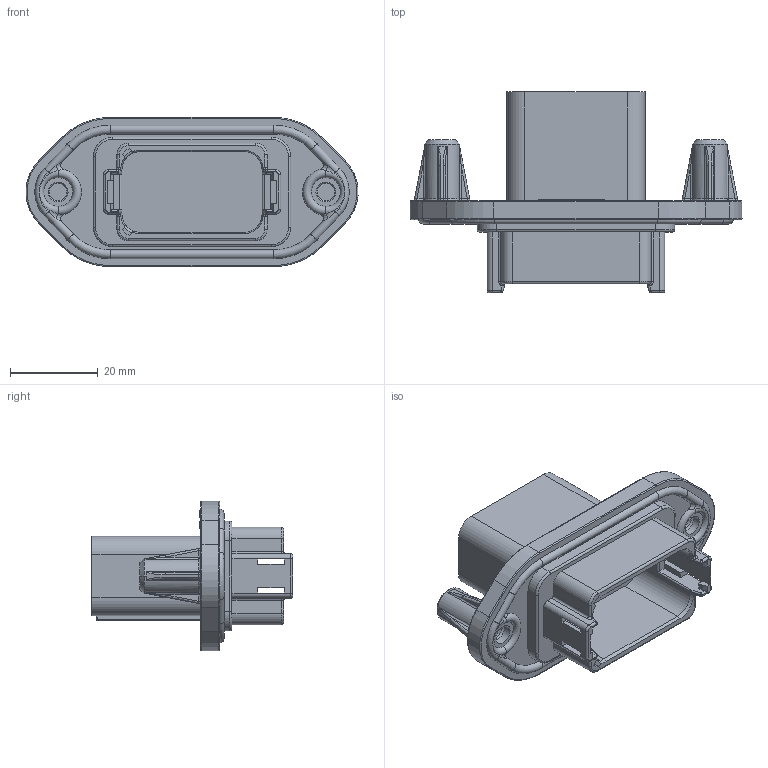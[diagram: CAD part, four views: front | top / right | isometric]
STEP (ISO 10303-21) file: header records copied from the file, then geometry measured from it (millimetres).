
FILE_DESCRIPTION((''),'2;1');
FILE_NAME('26-80426-12B','2016-02-29T',('Orion.Li'),(''),'PRO/ENGINEER BY PARAMETRIC TECHNOLOGY CORPORATION, 2013230','PRO/ENGINEER BY PARAMETRIC TECHNOLOGY CORPORATION, 2013230','');
FILE_SCHEMA(('CONFIG_CONTROL_DESIGN'));
Products named in the file (1): 26-80426-12B
Bounding box: 75.64 x 46 x 34 mm (x, y, z)
Volume: 26486.1 mm3; surface area: 13057.4 mm2
Topology: 1 solids, 1 shells, 1632 faces, 4390 edges, 2849 vertices
Faces by surface type: plane 1161, cylinder 180, bspline 95, torus 84, extrusion 66, sphere 24, cone 22
Entity records: 57389 total; most frequent: CARTESIAN_POINT 17117, ORIENTED_EDGE 8780, DIRECTION 7590, EDGE_CURVE 4390, VECTOR 3478, LINE 3412, VERTEX_POINT 2849, AXIS2_PLACEMENT_3D 2056
